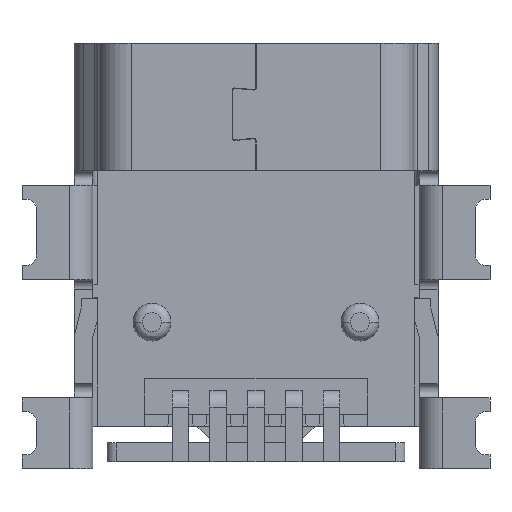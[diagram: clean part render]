
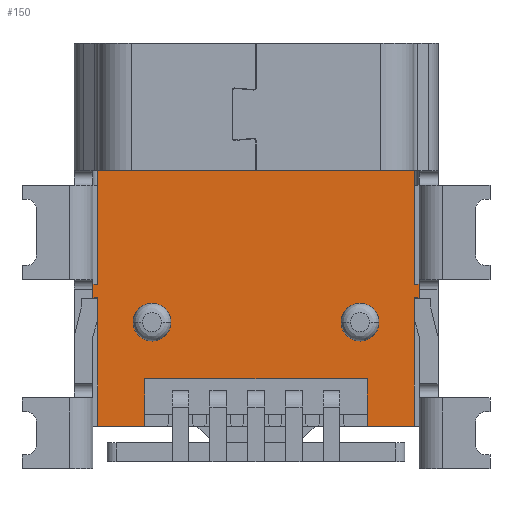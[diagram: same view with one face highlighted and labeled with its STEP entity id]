
A CAD part, front view. The second image highlights one B-rep face of the part: STEP entity #150.
In plain terms, the highlighted planar face has unit normal (0, -1, 0).
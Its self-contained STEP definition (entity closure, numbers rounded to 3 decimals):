
#150=ADVANCED_FACE('',(#797,#798,#799),#800,.T.);
#797=FACE_OUTER_BOUND('',#1978,.T.);
#798=FACE_BOUND('',#1979,.T.);
#799=FACE_BOUND('',#1980,.T.);
#800=PLANE('',#1981);
#1978=EDGE_LOOP('',(#4572,#4573,#4574,#4575,#4576,#4577,#4578,#4579,#4580,#4581,#4582,#4583,#4584,#4585,#4586,#4587));
#1979=EDGE_LOOP('',(#4588,#4589));
#1980=EDGE_LOOP('',(#4590,#4591));
#1981=AXIS2_PLACEMENT_3D('',#4592,#4593,#4594);
#4572=ORIENTED_EDGE('',*,*,#9047,.T.);
#4573=ORIENTED_EDGE('',*,*,#9048,.T.);
#4574=ORIENTED_EDGE('',*,*,#9049,.F.);
#4575=ORIENTED_EDGE('',*,*,#9050,.T.);
#4576=ORIENTED_EDGE('',*,*,#9051,.F.);
#4577=ORIENTED_EDGE('',*,*,#9052,.T.);
#4578=ORIENTED_EDGE('',*,*,#9053,.F.);
#4579=ORIENTED_EDGE('',*,*,#9054,.T.);
#4580=ORIENTED_EDGE('',*,*,#8992,.F.);
#4581=ORIENTED_EDGE('',*,*,#9008,.F.);
#4582=ORIENTED_EDGE('',*,*,#9055,.F.);
#4583=ORIENTED_EDGE('',*,*,#9056,.F.);
#4584=ORIENTED_EDGE('',*,*,#9057,.F.);
#4585=ORIENTED_EDGE('',*,*,#9058,.F.);
#4586=ORIENTED_EDGE('',*,*,#9059,.F.);
#4587=ORIENTED_EDGE('',*,*,#9060,.T.);
#4588=ORIENTED_EDGE('',*,*,#9061,.F.);
#4589=ORIENTED_EDGE('',*,*,#8741,.F.);
#4590=ORIENTED_EDGE('',*,*,#9062,.T.);
#4591=ORIENTED_EDGE('',*,*,#8739,.T.);
#4592=CARTESIAN_POINT('',(3.85,-2.05,-2.9));
#4593=DIRECTION('',(0.0,-1.0,0.0));
#4594=DIRECTION('',(0.0,0.0,-1.0));
#8739=EDGE_CURVE('',#10341,#10345,#10347,.T.);
#8741=EDGE_CURVE('',#10348,#10351,#10352,.T.);
#8992=EDGE_CURVE('',#10817,#10819,#10820,.T.);
#9008=EDGE_CURVE('',#10838,#10817,#10840,.T.);
#9047=EDGE_CURVE('',#10915,#10916,#10917,.T.);
#9048=EDGE_CURVE('',#10916,#10918,#10919,.T.);
#9049=EDGE_CURVE('',#10920,#10918,#10921,.T.);
#9050=EDGE_CURVE('',#10920,#10922,#10923,.T.);
#9051=EDGE_CURVE('',#10924,#10922,#10925,.T.);
#9052=EDGE_CURVE('',#10924,#10926,#10927,.T.);
#9053=EDGE_CURVE('',#10928,#10926,#10929,.T.);
#9054=EDGE_CURVE('',#10928,#10819,#10930,.T.);
#9055=EDGE_CURVE('',#10931,#10838,#10932,.T.);
#9056=EDGE_CURVE('',#10933,#10931,#10934,.T.);
#9057=EDGE_CURVE('',#10935,#10933,#10936,.T.);
#9058=EDGE_CURVE('',#10937,#10935,#10938,.T.);
#9059=EDGE_CURVE('',#10939,#10937,#10940,.T.);
#9060=EDGE_CURVE('',#10939,#10915,#10941,.T.);
#9061=EDGE_CURVE('',#10351,#10348,#10942,.T.);
#9062=EDGE_CURVE('',#10345,#10341,#10943,.T.);
#10341=VERTEX_POINT('',#12907);
#10345=VERTEX_POINT('',#12912);
#10347=CIRCLE('',#12915,0.4);
#10348=VERTEX_POINT('',#12916);
#10351=VERTEX_POINT('',#12920);
#10352=CIRCLE('',#12921,0.4);
#10817=VERTEX_POINT('',#13562);
#10819=VERTEX_POINT('',#13565);
#10820=LINE('',#13566,#13567);
#10838=VERTEX_POINT('',#13599);
#10840=LINE('',#13602,#13603);
#10915=VERTEX_POINT('',#13708);
#10916=VERTEX_POINT('',#13709);
#10917=LINE('',#13710,#13711);
#10918=VERTEX_POINT('',#13712);
#10919=LINE('',#13713,#13714);
#10920=VERTEX_POINT('',#13715);
#10921=LINE('',#13716,#13717);
#10922=VERTEX_POINT('',#13718);
#10923=LINE('',#13719,#13720);
#10924=VERTEX_POINT('',#13721);
#10925=LINE('',#13722,#13723);
#10926=VERTEX_POINT('',#13724);
#10927=LINE('',#13725,#13726);
#10928=VERTEX_POINT('',#13727);
#10929=LINE('',#13728,#13729);
#10930=LINE('',#13730,#13731);
#10931=VERTEX_POINT('',#13732);
#10932=LINE('',#13733,#13734);
#10933=VERTEX_POINT('',#13735);
#10934=LINE('',#13736,#13737);
#10935=VERTEX_POINT('',#13738);
#10936=LINE('',#13739,#13740);
#10937=VERTEX_POINT('',#13741);
#10938=LINE('',#13742,#13743);
#10939=VERTEX_POINT('',#13744);
#10940=LINE('',#13745,#13746);
#10941=LINE('',#13747,#13748);
#10942=CIRCLE('',#13749,0.4);
#10943=CIRCLE('',#13750,0.4);
#12907=CARTESIAN_POINT('',(-1.8,-2.05,-5.9));
#12912=CARTESIAN_POINT('',(-2.6,-2.05,-5.9));
#12915=AXIS2_PLACEMENT_3D('',#17051,#17052,#17053);
#12916=CARTESIAN_POINT('',(1.8,-2.05,-5.9));
#12920=CARTESIAN_POINT('',(2.6,-2.05,-5.9));
#12921=AXIS2_PLACEMENT_3D('',#17055,#17056,#17057);
#13562=CARTESIAN_POINT('',(-3.35,-2.05,-2.7));
#13565=CARTESIAN_POINT('',(3.35,-2.05,-2.7));
#13566=CARTESIAN_POINT('',(-3.35,-2.05,-2.7));
#13567=VECTOR('',#17478,6.7);
#13599=CARTESIAN_POINT('',(-3.35,-2.05,-5.1));
#13602=CARTESIAN_POINT('',(-3.35,-2.05,-5.1));
#13603=VECTOR('',#17494,2.4);
#13708=CARTESIAN_POINT('',(-2.35,-2.05,-7.1));
#13709=CARTESIAN_POINT('',(2.35,-2.05,-7.1));
#13710=CARTESIAN_POINT('',(-2.35,-2.05,-7.1));
#13711=VECTOR('',#17549,4.7);
#13712=CARTESIAN_POINT('',(2.35,-2.05,-8.1));
#13713=CARTESIAN_POINT('',(2.35,-2.05,-7.1));
#13714=VECTOR('',#17550,1.0);
#13715=CARTESIAN_POINT('',(3.35,-2.05,-8.1));
#13716=CARTESIAN_POINT('',(3.35,-2.05,-8.1));
#13717=VECTOR('',#17551,1.0);
#13718=CARTESIAN_POINT('',(3.35,-2.05,-5.38));
#13719=CARTESIAN_POINT('',(3.35,-2.05,-8.1));
#13720=VECTOR('',#17552,2.72);
#13721=CARTESIAN_POINT('',(3.45,-2.05,-5.38));
#13722=CARTESIAN_POINT('',(3.45,-2.05,-5.38));
#13723=VECTOR('',#17553,0.1);
#13724=CARTESIAN_POINT('',(3.45,-2.05,-5.1));
#13725=CARTESIAN_POINT('',(3.45,-2.05,-5.38));
#13726=VECTOR('',#17554,0.28);
#13727=CARTESIAN_POINT('',(3.35,-2.05,-5.1));
#13728=CARTESIAN_POINT('',(3.35,-2.05,-5.1));
#13729=VECTOR('',#17555,0.1);
#13730=CARTESIAN_POINT('',(3.35,-2.05,-5.1));
#13731=VECTOR('',#17556,2.4);
#13732=CARTESIAN_POINT('',(-3.45,-2.05,-5.1));
#13733=CARTESIAN_POINT('',(-3.45,-2.05,-5.1));
#13734=VECTOR('',#17557,0.1);
#13735=CARTESIAN_POINT('',(-3.45,-2.05,-5.38));
#13736=CARTESIAN_POINT('',(-3.45,-2.05,-5.38));
#13737=VECTOR('',#17558,0.28);
#13738=CARTESIAN_POINT('',(-3.35,-2.05,-5.38));
#13739=CARTESIAN_POINT('',(-3.35,-2.05,-5.38));
#13740=VECTOR('',#17559,0.1);
#13741=CARTESIAN_POINT('',(-3.35,-2.05,-8.1));
#13742=CARTESIAN_POINT('',(-3.35,-2.05,-8.1));
#13743=VECTOR('',#17560,2.72);
#13744=CARTESIAN_POINT('',(-2.35,-2.05,-8.1));
#13745=CARTESIAN_POINT('',(-2.35,-2.05,-8.1));
#13746=VECTOR('',#17561,1.0);
#13747=CARTESIAN_POINT('',(-2.35,-2.05,-8.1));
#13748=VECTOR('',#17562,1.0);
#13749=AXIS2_PLACEMENT_3D('',#17563,#17564,#17565);
#13750=AXIS2_PLACEMENT_3D('',#17566,#17567,#17568);
#17051=CARTESIAN_POINT('',(-2.2,-2.05,-5.9));
#17052=DIRECTION('',(0.0,1.0,0.0));
#17053=DIRECTION('',(-1.0,0.0,0.0));
#17055=CARTESIAN_POINT('',(2.2,-2.05,-5.9));
#17056=DIRECTION('',(0.0,-1.0,0.0));
#17057=DIRECTION('',(1.0,0.0,0.0));
#17478=DIRECTION('',(1.0,0.0,0.0));
#17494=DIRECTION('',(0.0,0.0,1.0));
#17549=DIRECTION('',(1.0,0.0,0.0));
#17550=DIRECTION('',(0.0,0.0,-1.0));
#17551=DIRECTION('',(-1.0,0.0,0.0));
#17552=DIRECTION('',(0.0,0.0,1.0));
#17553=DIRECTION('',(-1.0,0.0,0.0));
#17554=DIRECTION('',(0.0,0.0,1.0));
#17555=DIRECTION('',(1.0,0.0,0.0));
#17556=DIRECTION('',(0.0,0.0,1.0));
#17557=DIRECTION('',(1.0,0.0,0.0));
#17558=DIRECTION('',(0.0,0.0,1.0));
#17559=DIRECTION('',(-1.0,0.0,0.0));
#17560=DIRECTION('',(0.0,0.0,1.0));
#17561=DIRECTION('',(-1.0,0.0,0.0));
#17562=DIRECTION('',(0.0,0.0,1.0));
#17563=CARTESIAN_POINT('',(2.2,-2.05,-5.9));
#17564=DIRECTION('',(0.0,-1.0,0.0));
#17565=DIRECTION('',(1.0,0.0,0.0));
#17566=CARTESIAN_POINT('',(-2.2,-2.05,-5.9));
#17567=DIRECTION('',(0.0,1.0,0.0));
#17568=DIRECTION('',(-1.0,0.0,0.0));
